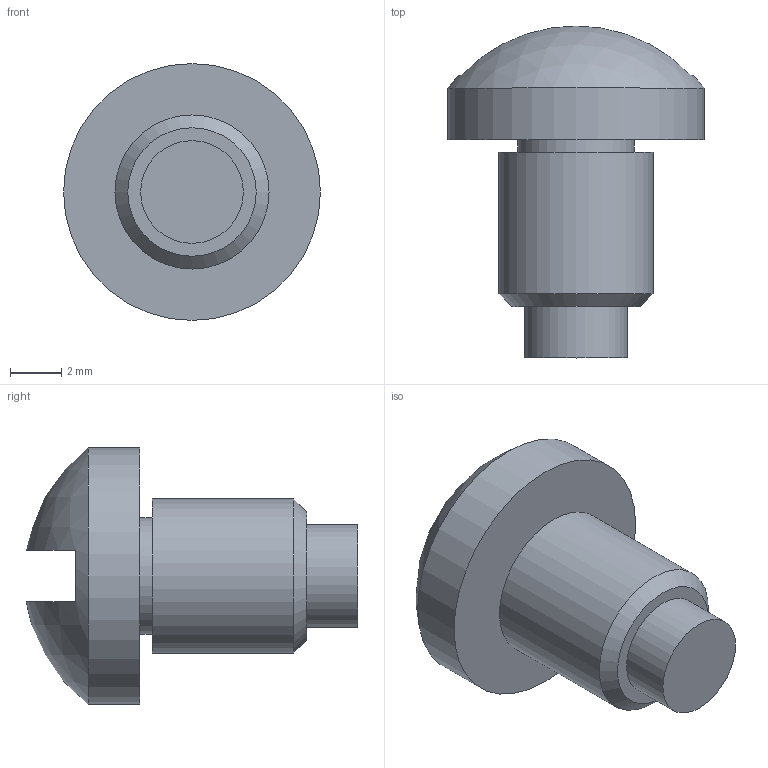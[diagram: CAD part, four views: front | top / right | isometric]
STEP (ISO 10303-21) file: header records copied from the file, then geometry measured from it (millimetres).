
FILE_DESCRIPTION(/* description */ (''),/* implementation_level */ '2;1');
FILE_NAME(/* name */ 'parafuso_de_trava.stp',/* time_stamp */ '2022-03-20T17:55:01-03:00',/* author */ ('Korch'),/* organization */ (''),/* preprocessor_version */ 'ST-DEVELOPER v18.1',/* originating_system */ 'Autodesk Inventor 2022',/* authorisation */ '');
FILE_SCHEMA (('AUTOMOTIVE_DESIGN { 1 0 10303 214 3 1 1 }'));
Length unit declared in the file: millimetre
Products named in the file (1): parafuso_de_trava
Bounding box: 10 x 12.92 x 10 mm (x, y, z)
Volume: 439.2 mm3; surface area: 424.9 mm2
Topology: 1 solids, 1 shells, 13 faces, 20 edges, 13 vertices
Faces by surface type: plane 7, cylinder 4, cone 1, sphere 1
Full cylindrical faces by diameter (mm): 4 x1, 4.522 x1, 6 x1, 10 x1
Entity records: 340 total; most frequent: DIRECTION 61, CARTESIAN_POINT 47, ORIENTED_EDGE 40, AXIS2_PLACEMENT_3D 27, EDGE_CURVE 20, EDGE_LOOP 17, FACE_OUTER_BOUND 13, CIRCLE 13
